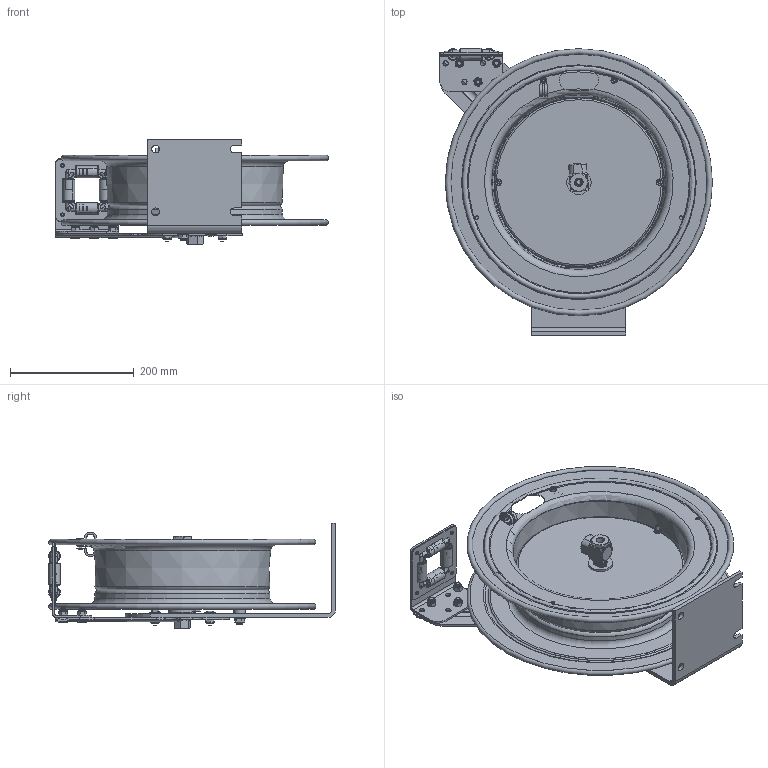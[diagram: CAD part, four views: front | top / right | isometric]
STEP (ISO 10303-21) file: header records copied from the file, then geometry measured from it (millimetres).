
FILE_DESCRIPTION(/* description */ (''),/* implementation_level */ '2;1');
FILE_NAME(/* name */ 'EZ-P-LP-150_SHARED.stp',/* time_stamp */ '2020-01-16T09:32:00-07:00',/* author */ ('NMelton'),/* organization */ (''),/* preprocessor_version */ 'ST-DEVELOPER v17',/* originating_system */ 'Autodesk Inventor 2019',/* authorisation */ '');
FILE_SCHEMA (('AUTOMOTIVE_DESIGN { 1 0 10303 214 3 1 1 }'));
Products named in the file (1): EZ-P-LP-150_SHARED
Bounding box: 441 x 464.08 x 170.69 mm (x, y, z)
Surface area: 1131358.7 mm2 (no closed solid volume)
Topology: 0 solids, 227 shells, 1823 faces, 9542 edges, 7759 vertices
Faces by surface type: plane 989, cylinder 455, cone 148, bspline 117, torus 75, sphere 39
Full cylindrical faces by diameter (mm): 2.159 x2, 3.962 x2, 4.699 x4, 4.826 x6, 5.556 x4, 5.588 x4, 6.35 x5, 7.925 x1, 7.938 x3, 8.636 x3, 8.731 x4, 8.89 x1, 11.43 x3, 12.192 x8, 12.7 x2, 15.875 x1, 17.882 x1, 19.05 x5, 20.574 x1, 25.362 x1, 28.575 x1, 39.624 x1, 44.044 x1, 273.05 x1
Entity records: 102166 total; most frequent: CARTESIAN_POINT 30615, ORIENTED_EDGE 12833, DIRECTION 12647, EDGE_CURVE 9499, VERTEX_POINT 7759, LINE 5307, VECTOR 5307, AXIS2_PLACEMENT_3D 3670
